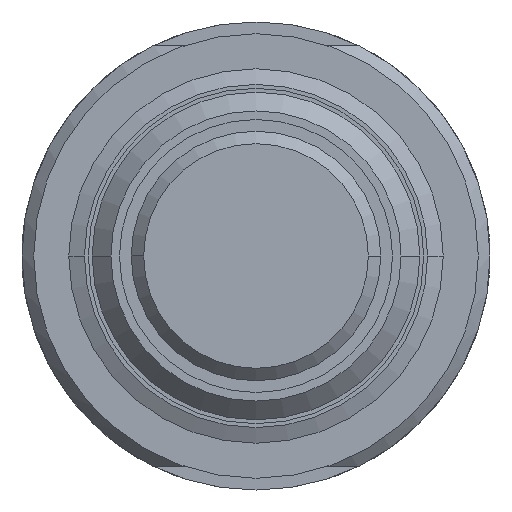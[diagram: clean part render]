
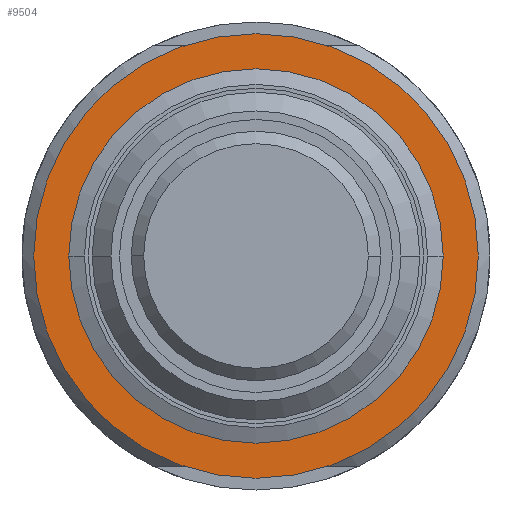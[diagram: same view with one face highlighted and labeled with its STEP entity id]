
A CAD part, front view. The second image highlights one B-rep face of the part: STEP entity #9504.
In plain terms, the highlighted planar face has unit normal (0, -1, 0).
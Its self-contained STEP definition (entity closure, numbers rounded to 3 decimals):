
#3357=CARTESIAN_POINT('',(0.,-61.9,0.));
#3358=DIRECTION('',(0.,-1.,0.));
#3359=DIRECTION('',(-1.,0.,0.));
#3360=AXIS2_PLACEMENT_3D('',#3357,#3358,#3359);
#3365=CARTESIAN_POINT('',(0.,-61.9,0.));
#3366=DIRECTION('',(0.,-1.,0.));
#3367=DIRECTION('',(1.,0.,0.));
#3368=AXIS2_PLACEMENT_3D('',#3365,#3366,#3367);
#3373=CARTESIAN_POINT('',(0.,-61.9,0.));
#3374=DIRECTION('',(0.,-1.,0.));
#3375=DIRECTION('',(1.,0.,0.));
#3376=AXIS2_PLACEMENT_3D('',#3373,#3374,#3375);
#3381=CARTESIAN_POINT('',(0.,-61.9,0.));
#3382=DIRECTION('',(0.,-1.,0.));
#3383=DIRECTION('',(-1.,0.,0.));
#3384=AXIS2_PLACEMENT_3D('',#3381,#3382,#3383);
#5166=CARTESIAN_POINT('',(-14.25,-61.9,0.));
#5167=CARTESIAN_POINT('',(14.25,-61.9,0.));
#5168=VERTEX_POINT('',#5166);
#5169=VERTEX_POINT('',#5167);
#5178=CARTESIAN_POINT('',(12.,-61.9,0.));
#5179=CARTESIAN_POINT('',(-12.,-61.9,0.));
#5180=VERTEX_POINT('',#5178);
#5181=VERTEX_POINT('',#5179);
#9489=CARTESIAN_POINT('',(0.,-61.9,0.));
#9490=DIRECTION('',(0.,-1.,0.));
#9491=DIRECTION('',(-1.,0.,0.));
#9492=AXIS2_PLACEMENT_3D('',#9489,#9490,#9491);
#9493=PLANE('',#9492);
#9494=ORIENTED_EDGE('',*,*,#9445,.F.);
#9495=ORIENTED_EDGE('',*,*,#9471,.F.);
#9496=EDGE_LOOP('',(#9494,#9495));
#9497=FACE_OUTER_BOUND('',#9496,.F.);
#9499=ORIENTED_EDGE('',*,*,#9498,.T.);
#9501=ORIENTED_EDGE('',*,*,#9500,.T.);
#9502=EDGE_LOOP('',(#9499,#9501));
#9503=FACE_BOUND('',#9502,.F.);
#9504=ADVANCED_FACE('',(#9497,#9503),#9493,.T.);
#3361=CIRCLE('',#3360,14.25);
#3369=CIRCLE('',#3368,14.25);
#3377=CIRCLE('',#3376,12.);
#3385=CIRCLE('',#3384,12.);
#9445=EDGE_CURVE('',#5168,#5169,#3361,.T.);
#9471=EDGE_CURVE('',#5169,#5168,#3369,.T.);
#9498=EDGE_CURVE('',#5180,#5181,#3377,.T.);
#9500=EDGE_CURVE('',#5181,#5180,#3385,.T.);
